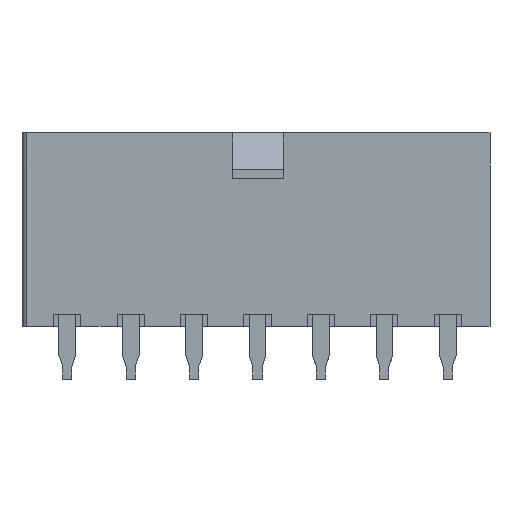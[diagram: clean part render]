
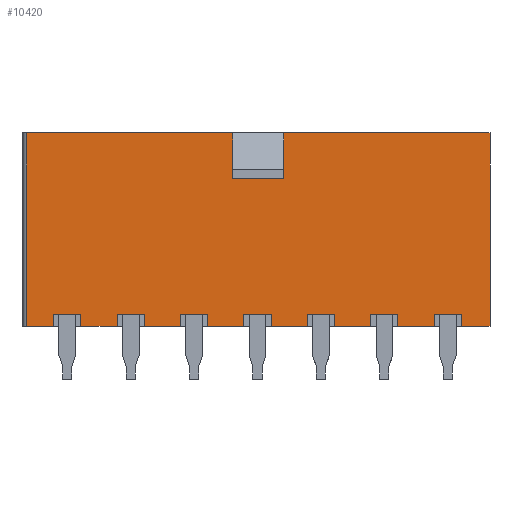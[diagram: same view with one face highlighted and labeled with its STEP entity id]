
A CAD part, front view. The second image highlights one B-rep face of the part: STEP entity #10420.
In plain terms, the highlighted planar face has unit normal (0, -1, 0).
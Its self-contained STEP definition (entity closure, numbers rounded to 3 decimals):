
#591=ORIENTED_EDGE('',*,*,#3412,.F.);
#592=ORIENTED_EDGE('',*,*,#3659,.T.);
#593=ORIENTED_EDGE('',*,*,#3660,.T.);
#594=ORIENTED_EDGE('',*,*,#3661,.T.);
#595=ORIENTED_EDGE('',*,*,#3404,.F.);
#596=ORIENTED_EDGE('',*,*,#3662,.T.);
#597=ORIENTED_EDGE('',*,*,#3530,.T.);
#598=ORIENTED_EDGE('',*,*,#3663,.F.);
#599=ORIENTED_EDGE('',*,*,#3664,.F.);
#600=ORIENTED_EDGE('',*,*,#3665,.T.);
#601=ORIENTED_EDGE('',*,*,#3528,.T.);
#602=ORIENTED_EDGE('',*,*,#3392,.F.);
#603=ORIENTED_EDGE('',*,*,#3460,.F.);
#604=ORIENTED_EDGE('',*,*,#3666,.T.);
#605=ORIENTED_EDGE('',*,*,#3667,.T.);
#606=ORIENTED_EDGE('',*,*,#3668,.T.);
#607=ORIENTED_EDGE('',*,*,#3452,.F.);
#608=ORIENTED_EDGE('',*,*,#3669,.T.);
#609=ORIENTED_EDGE('',*,*,#3670,.T.);
#610=ORIENTED_EDGE('',*,*,#3671,.T.);
#611=ORIENTED_EDGE('',*,*,#3444,.F.);
#612=ORIENTED_EDGE('',*,*,#3672,.T.);
#613=ORIENTED_EDGE('',*,*,#3673,.T.);
#614=ORIENTED_EDGE('',*,*,#3674,.T.);
#615=ORIENTED_EDGE('',*,*,#3436,.F.);
#616=ORIENTED_EDGE('',*,*,#3675,.T.);
#617=ORIENTED_EDGE('',*,*,#3676,.T.);
#618=ORIENTED_EDGE('',*,*,#3677,.T.);
#619=ORIENTED_EDGE('',*,*,#3428,.F.);
#620=ORIENTED_EDGE('',*,*,#3678,.T.);
#621=ORIENTED_EDGE('',*,*,#3679,.T.);
#622=ORIENTED_EDGE('',*,*,#3680,.T.);
#623=ORIENTED_EDGE('',*,*,#3420,.F.);
#624=ORIENTED_EDGE('',*,*,#3681,.T.);
#625=ORIENTED_EDGE('',*,*,#3682,.T.);
#626=ORIENTED_EDGE('',*,*,#3683,.T.);
#3392=EDGE_CURVE('',#4940,#4937,#5932,.T.);
#3404=EDGE_CURVE('',#4950,#4951,#5944,.T.);
#3412=EDGE_CURVE('',#4958,#4959,#5952,.T.);
#3420=EDGE_CURVE('',#4966,#4967,#5960,.T.);
#3428=EDGE_CURVE('',#4974,#4975,#5968,.T.);
#3436=EDGE_CURVE('',#4982,#4983,#5976,.T.);
#3444=EDGE_CURVE('',#4990,#4991,#5984,.T.);
#3452=EDGE_CURVE('',#4998,#4999,#5992,.T.);
#3460=EDGE_CURVE('',#5006,#4940,#6000,.T.);
#3528=EDGE_CURVE('',#5060,#4937,#6067,.T.);
#3530=EDGE_CURVE('',#5062,#5061,#6069,.T.);
#3659=EDGE_CURVE('',#4958,#5177,#6197,.T.);
#3660=EDGE_CURVE('',#5177,#5178,#6198,.T.);
#3661=EDGE_CURVE('',#5178,#4951,#6199,.T.);
#3662=EDGE_CURVE('',#4950,#5062,#6200,.T.);
#3663=EDGE_CURVE('',#5179,#5061,#6201,.T.);
#3664=EDGE_CURVE('',#5180,#5179,#6202,.T.);
#3665=EDGE_CURVE('',#5180,#5060,#6203,.T.);
#3666=EDGE_CURVE('',#5006,#5181,#6204,.T.);
#3667=EDGE_CURVE('',#5181,#5182,#6205,.T.);
#3668=EDGE_CURVE('',#5182,#4999,#6206,.T.);
#3669=EDGE_CURVE('',#4998,#5183,#6207,.T.);
#3670=EDGE_CURVE('',#5183,#5184,#6208,.T.);
#3671=EDGE_CURVE('',#5184,#4991,#6209,.T.);
#3672=EDGE_CURVE('',#4990,#5185,#6210,.T.);
#3673=EDGE_CURVE('',#5185,#5186,#6211,.T.);
#3674=EDGE_CURVE('',#5186,#4983,#6212,.T.);
#3675=EDGE_CURVE('',#4982,#5187,#6213,.T.);
#3676=EDGE_CURVE('',#5187,#5188,#6214,.T.);
#3677=EDGE_CURVE('',#5188,#4975,#6215,.T.);
#3678=EDGE_CURVE('',#4974,#5189,#6216,.T.);
#3679=EDGE_CURVE('',#5189,#5190,#6217,.T.);
#3680=EDGE_CURVE('',#5190,#4967,#6218,.T.);
#3681=EDGE_CURVE('',#4966,#5191,#6219,.T.);
#3682=EDGE_CURVE('',#5191,#5192,#6220,.T.);
#3683=EDGE_CURVE('',#5192,#4959,#6221,.T.);
#4937=VERTEX_POINT('',#14439);
#4940=VERTEX_POINT('',#14444);
#4950=VERTEX_POINT('',#14468);
#4951=VERTEX_POINT('',#14470);
#4958=VERTEX_POINT('',#14484);
#4959=VERTEX_POINT('',#14486);
#4966=VERTEX_POINT('',#14500);
#4967=VERTEX_POINT('',#14502);
#4974=VERTEX_POINT('',#14516);
#4975=VERTEX_POINT('',#14518);
#4982=VERTEX_POINT('',#14532);
#4983=VERTEX_POINT('',#14534);
#4990=VERTEX_POINT('',#14548);
#4991=VERTEX_POINT('',#14550);
#4998=VERTEX_POINT('',#14564);
#4999=VERTEX_POINT('',#14566);
#5006=VERTEX_POINT('',#14580);
#5060=VERTEX_POINT('',#14705);
#5061=VERTEX_POINT('',#14707);
#5062=VERTEX_POINT('',#14709);
#5177=VERTEX_POINT('',#14963);
#5178=VERTEX_POINT('',#14965);
#5179=VERTEX_POINT('',#14969);
#5180=VERTEX_POINT('',#14971);
#5181=VERTEX_POINT('',#14974);
#5182=VERTEX_POINT('',#14976);
#5183=VERTEX_POINT('',#14979);
#5184=VERTEX_POINT('',#14981);
#5185=VERTEX_POINT('',#14984);
#5186=VERTEX_POINT('',#14986);
#5187=VERTEX_POINT('',#14989);
#5188=VERTEX_POINT('',#14991);
#5189=VERTEX_POINT('',#14994);
#5190=VERTEX_POINT('',#14996);
#5191=VERTEX_POINT('',#14999);
#5192=VERTEX_POINT('',#15001);
#5932=LINE('',#14445,#7428);
#5944=LINE('',#14469,#7440);
#5952=LINE('',#14485,#7448);
#5960=LINE('',#14501,#7456);
#5968=LINE('',#14517,#7464);
#5976=LINE('',#14533,#7472);
#5984=LINE('',#14549,#7480);
#5992=LINE('',#14565,#7488);
#6000=LINE('',#14581,#7496);
#6067=LINE('',#14704,#7563);
#6069=LINE('',#14708,#7565);
#6197=LINE('',#14962,#7693);
#6198=LINE('',#14964,#7694);
#6199=LINE('',#14966,#7695);
#6200=LINE('',#14967,#7696);
#6201=LINE('',#14968,#7697);
#6202=LINE('',#14970,#7698);
#6203=LINE('',#14972,#7699);
#6204=LINE('',#14973,#7700);
#6205=LINE('',#14975,#7701);
#6206=LINE('',#14977,#7702);
#6207=LINE('',#14978,#7703);
#6208=LINE('',#14980,#7704);
#6209=LINE('',#14982,#7705);
#6210=LINE('',#14983,#7706);
#6211=LINE('',#14985,#7707);
#6212=LINE('',#14987,#7708);
#6213=LINE('',#14988,#7709);
#6214=LINE('',#14990,#7710);
#6215=LINE('',#14992,#7711);
#6216=LINE('',#14993,#7712);
#6217=LINE('',#14995,#7713);
#6218=LINE('',#14997,#7714);
#6219=LINE('',#14998,#7715);
#6220=LINE('',#15000,#7716);
#6221=LINE('',#15002,#7717);
#7428=VECTOR('',#11676,1000.);
#7440=VECTOR('',#11692,1000.);
#7448=VECTOR('',#11700,1000.);
#7456=VECTOR('',#11708,1000.);
#7464=VECTOR('',#11716,1000.);
#7472=VECTOR('',#11724,1000.);
#7480=VECTOR('',#11732,1000.);
#7488=VECTOR('',#11740,1000.);
#7496=VECTOR('',#11748,1000.);
#7563=VECTOR('',#11821,1000.);
#7565=VECTOR('',#11823,1000.);
#7693=VECTOR('',#11973,1000.);
#7694=VECTOR('',#11974,1000.);
#7695=VECTOR('',#11975,1000.);
#7696=VECTOR('',#11976,1000.);
#7697=VECTOR('',#11977,1000.);
#7698=VECTOR('',#11978,1000.);
#7699=VECTOR('',#11979,1000.);
#7700=VECTOR('',#11980,1000.);
#7701=VECTOR('',#11981,1000.);
#7702=VECTOR('',#11982,1000.);
#7703=VECTOR('',#11983,1000.);
#7704=VECTOR('',#11984,1000.);
#7705=VECTOR('',#11985,1000.);
#7706=VECTOR('',#11986,1000.);
#7707=VECTOR('',#11987,1000.);
#7708=VECTOR('',#11988,1000.);
#7709=VECTOR('',#11989,1000.);
#7710=VECTOR('',#11990,1000.);
#7711=VECTOR('',#11991,1000.);
#7712=VECTOR('',#11992,1000.);
#7713=VECTOR('',#11993,1000.);
#7714=VECTOR('',#11994,1000.);
#7715=VECTOR('',#11995,1000.);
#7716=VECTOR('',#11996,1000.);
#7717=VECTOR('',#11997,1000.);
#8847=EDGE_LOOP('',(#591,#592,#593,#594,#595,#596,#597,#598,#599,#600,#601,
#602,#603,#604,#605,#606,#607,#608,#609,#610,#611,#612,#613,#614,#615,#616,
#617,#618,#619,#620,#621,#622,#623,#624,#625,#626));
#9393=FACE_BOUND('',#8847,.T.);
#9932=PLANE('',#10966);
#10420=ADVANCED_FACE('',(#9393),#9932,.T.);
#10966=AXIS2_PLACEMENT_3D('',#14961,#11971,#11972);
#11676=DIRECTION('',(0.,0.,1.));
#11692=DIRECTION('',(-1.,0.,0.));
#11700=DIRECTION('',(-1.,0.,0.));
#11708=DIRECTION('',(-1.,0.,0.));
#11716=DIRECTION('',(-1.,0.,0.));
#11724=DIRECTION('',(-1.,0.,0.));
#11732=DIRECTION('',(-1.,0.,0.));
#11740=DIRECTION('',(-1.,0.,0.));
#11748=DIRECTION('',(-1.,0.,0.));
#11821=DIRECTION('',(-1.,0.,0.));
#11823=DIRECTION('',(-1.,0.,0.));
#11971=DIRECTION('',(0.,-1.,0.));
#11972=DIRECTION('',(0.,0.,-1.));
#11973=DIRECTION('',(0.,0.,1.));
#11974=DIRECTION('',(1.,0.,0.));
#11975=DIRECTION('',(0.,0.,-1.));
#11976=DIRECTION('',(0.,0.,1.));
#11977=DIRECTION('',(0.,0.,1.));
#11978=DIRECTION('',(1.,0.,0.));
#11979=DIRECTION('',(0.,0.,1.));
#11980=DIRECTION('',(0.,0.,1.));
#11981=DIRECTION('',(1.,0.,0.));
#11982=DIRECTION('',(0.,0.,-1.));
#11983=DIRECTION('',(0.,0.,1.));
#11984=DIRECTION('',(1.,0.,0.));
#11985=DIRECTION('',(0.,0.,-1.));
#11986=DIRECTION('',(0.,0.,1.));
#11987=DIRECTION('',(1.,0.,0.));
#11988=DIRECTION('',(0.,0.,-1.));
#11989=DIRECTION('',(0.,0.,1.));
#11990=DIRECTION('',(1.,0.,0.));
#11991=DIRECTION('',(0.,0.,-1.));
#11992=DIRECTION('',(0.,0.,1.));
#11993=DIRECTION('',(1.,0.,0.));
#11994=DIRECTION('',(0.,0.,-1.));
#11995=DIRECTION('',(0.,0.,1.));
#11996=DIRECTION('',(1.,0.,0.));
#11997=DIRECTION('',(0.,0.,-1.));
#14439=CARTESIAN_POINT('',(-15.35,-4.8,6.4));
#14444=CARTESIAN_POINT('',(-15.35,-4.8,-6.4));
#14445=CARTESIAN_POINT('',(-15.35,-4.8,-6.4));
#14468=CARTESIAN_POINT('',(15.35,-4.8,-6.4));
#14469=CARTESIAN_POINT('',(15.35,-4.8,-6.4));
#14470=CARTESIAN_POINT('',(13.45,-4.8,-6.4));
#14484=CARTESIAN_POINT('',(11.65,-4.8,-6.4));
#14485=CARTESIAN_POINT('',(15.35,-4.8,-6.4));
#14486=CARTESIAN_POINT('',(9.25,-4.8,-6.4));
#14500=CARTESIAN_POINT('',(7.45,-4.8,-6.4));
#14501=CARTESIAN_POINT('',(15.35,-4.8,-6.4));
#14502=CARTESIAN_POINT('',(5.05,-4.8,-6.4));
#14516=CARTESIAN_POINT('',(3.25,-4.8,-6.4));
#14517=CARTESIAN_POINT('',(15.35,-4.8,-6.4));
#14518=CARTESIAN_POINT('',(0.85,-4.8,-6.4));
#14532=CARTESIAN_POINT('',(-0.95,-4.8,-6.4));
#14533=CARTESIAN_POINT('',(15.35,-4.8,-6.4));
#14534=CARTESIAN_POINT('',(-3.35,-4.8,-6.4));
#14548=CARTESIAN_POINT('',(-5.15,-4.8,-6.4));
#14549=CARTESIAN_POINT('',(15.35,-4.8,-6.4));
#14550=CARTESIAN_POINT('',(-7.55,-4.8,-6.4));
#14564=CARTESIAN_POINT('',(-9.35,-4.8,-6.4));
#14565=CARTESIAN_POINT('',(15.35,-4.8,-6.4));
#14566=CARTESIAN_POINT('',(-11.75,-4.8,-6.4));
#14580=CARTESIAN_POINT('',(-13.55,-4.8,-6.4));
#14581=CARTESIAN_POINT('',(15.35,-4.8,-6.4));
#14704=CARTESIAN_POINT('',(15.35,-4.8,6.4));
#14705=CARTESIAN_POINT('',(-1.7,-4.8,6.4));
#14707=CARTESIAN_POINT('',(1.7,-4.8,6.4));
#14708=CARTESIAN_POINT('',(15.35,-4.8,6.4));
#14709=CARTESIAN_POINT('',(15.35,-4.8,6.4));
#14961=CARTESIAN_POINT('',(15.35,-4.8,-6.4));
#14962=CARTESIAN_POINT('',(11.65,-4.8,-6.4));
#14963=CARTESIAN_POINT('',(11.65,-4.8,-5.6));
#14964=CARTESIAN_POINT('',(15.35,-4.8,-5.6));
#14965=CARTESIAN_POINT('',(13.45,-4.8,-5.6));
#14966=CARTESIAN_POINT('',(13.45,-4.8,-6.4));
#14967=CARTESIAN_POINT('',(15.35,-4.8,-6.4));
#14968=CARTESIAN_POINT('',(1.7,-4.8,3.4));
#14969=CARTESIAN_POINT('',(1.7,-4.8,3.4));
#14970=CARTESIAN_POINT('',(-1.7,-4.8,3.4));
#14971=CARTESIAN_POINT('',(-1.7,-4.8,3.4));
#14972=CARTESIAN_POINT('',(-1.7,-4.8,3.4));
#14973=CARTESIAN_POINT('',(-13.55,-4.8,-6.4));
#14974=CARTESIAN_POINT('',(-13.55,-4.8,-5.6));
#14975=CARTESIAN_POINT('',(15.35,-4.8,-5.6));
#14976=CARTESIAN_POINT('',(-11.75,-4.8,-5.6));
#14977=CARTESIAN_POINT('',(-11.75,-4.8,-6.4));
#14978=CARTESIAN_POINT('',(-9.35,-4.8,-6.4));
#14979=CARTESIAN_POINT('',(-9.35,-4.8,-5.6));
#14980=CARTESIAN_POINT('',(15.35,-4.8,-5.6));
#14981=CARTESIAN_POINT('',(-7.55,-4.8,-5.6));
#14982=CARTESIAN_POINT('',(-7.55,-4.8,-6.4));
#14983=CARTESIAN_POINT('',(-5.15,-4.8,-6.4));
#14984=CARTESIAN_POINT('',(-5.15,-4.8,-5.6));
#14985=CARTESIAN_POINT('',(15.35,-4.8,-5.6));
#14986=CARTESIAN_POINT('',(-3.35,-4.8,-5.6));
#14987=CARTESIAN_POINT('',(-3.35,-4.8,-6.4));
#14988=CARTESIAN_POINT('',(-0.95,-4.8,-6.4));
#14989=CARTESIAN_POINT('',(-0.95,-4.8,-5.6));
#14990=CARTESIAN_POINT('',(15.35,-4.8,-5.6));
#14991=CARTESIAN_POINT('',(0.85,-4.8,-5.6));
#14992=CARTESIAN_POINT('',(0.85,-4.8,-6.4));
#14993=CARTESIAN_POINT('',(3.25,-4.8,-6.4));
#14994=CARTESIAN_POINT('',(3.25,-4.8,-5.6));
#14995=CARTESIAN_POINT('',(15.35,-4.8,-5.6));
#14996=CARTESIAN_POINT('',(5.05,-4.8,-5.6));
#14997=CARTESIAN_POINT('',(5.05,-4.8,-6.4));
#14998=CARTESIAN_POINT('',(7.45,-4.8,-6.4));
#14999=CARTESIAN_POINT('',(7.45,-4.8,-5.6));
#15000=CARTESIAN_POINT('',(15.35,-4.8,-5.6));
#15001=CARTESIAN_POINT('',(9.25,-4.8,-5.6));
#15002=CARTESIAN_POINT('',(9.25,-4.8,-6.4));
